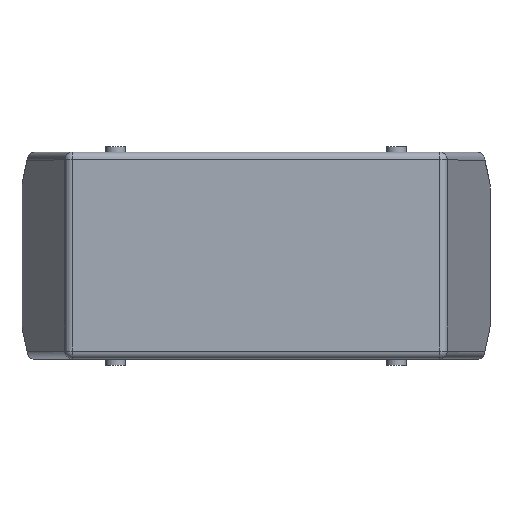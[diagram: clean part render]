
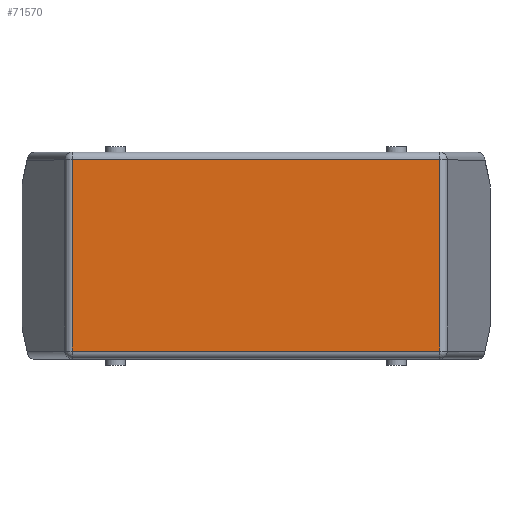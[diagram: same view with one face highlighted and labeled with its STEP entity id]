
A CAD part, top view. The second image highlights one B-rep face of the part: STEP entity #71570.
In plain terms, the highlighted planar face has unit normal (0, 0, 1).
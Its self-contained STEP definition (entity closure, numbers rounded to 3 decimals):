
#3670=CARTESIAN_POINT('',(47.088,24.5,87.));
#3680=DIRECTION('',(0.,-1.,0.));
#3690=VECTOR('',#3680,1.);
#3700=LINE('',#3670,#3690);
#3710=CARTESIAN_POINT('',(47.088,24.5,87.));
#3720=VERTEX_POINT('',#3710);
#3730=CARTESIAN_POINT('',(47.088,-24.5,87.));
#3740=VERTEX_POINT('',#3730);
#3750=EDGE_CURVE('',#3720,#3740,#3700,.T.);
#4120=CARTESIAN_POINT('',(47.088,-24.5,87.));
#4130=DIRECTION('',(-1.,0.,0.));
#4140=VECTOR('',#4130,1.);
#4150=LINE('',#4120,#4140);
#4160=CARTESIAN_POINT('',(-47.088,-24.5,87.));
#4170=VERTEX_POINT('',#4160);
#4180=EDGE_CURVE('',#3740,#4170,#4150,.T.);
#4960=CARTESIAN_POINT('',(-47.088,24.5,87.));
#4970=DIRECTION('',(1.,0.,0.));
#4980=VECTOR('',#4970,1.);
#4990=LINE('',#4960,#4980);
#5000=CARTESIAN_POINT('',(-47.088,24.5,87.));
#5010=VERTEX_POINT('',#5000);
#5020=EDGE_CURVE('',#5010,#3720,#4990,.T.);
#5560=CARTESIAN_POINT('',(-47.088,-24.5,87.));
#5570=DIRECTION('',(0.,1.,0.));
#5580=VECTOR('',#5570,1.);
#5590=LINE('',#5560,#5580);
#5600=EDGE_CURVE('',#4170,#5010,#5590,.T.);
#71460=CARTESIAN_POINT('',(-56.506,-29.4,87.));
#71470=DIRECTION('',(0.,0.,1.));
#71480=DIRECTION('',(1.,0.,-0.));
#71490=AXIS2_PLACEMENT_3D('',#71460,#71470,#71480);
#71500=PLANE('',#71490);
#71510=ORIENTED_EDGE('',*,*,#5020,.F.);
#71520=ORIENTED_EDGE('',*,*,#3750,.F.);
#71530=ORIENTED_EDGE('',*,*,#4180,.F.);
#71540=ORIENTED_EDGE('',*,*,#5600,.F.);
#71550=EDGE_LOOP('',(#71540,#71530,#71520,#71510));
#71560=FACE_OUTER_BOUND('',#71550,.T.);
#71570=ADVANCED_FACE('',(#71560),#71500,.T.);
